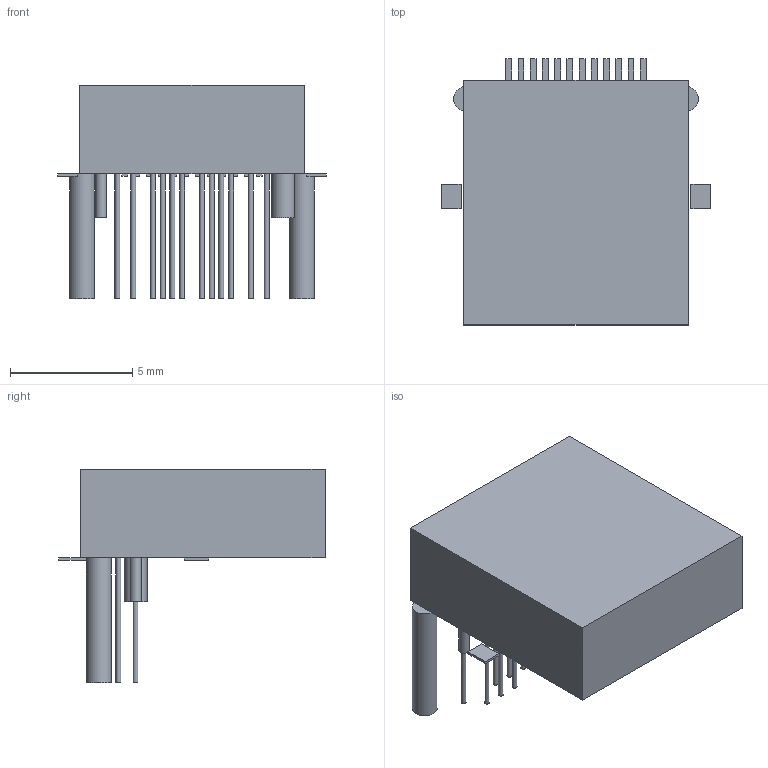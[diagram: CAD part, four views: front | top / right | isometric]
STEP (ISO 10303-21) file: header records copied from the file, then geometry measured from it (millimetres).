
FILE_DESCRIPTION(('FreeCAD Model'),'2;1');
FILE_NAME('4633006.1.12.stp','2021-11-10T12:38:47',( 'Author'),(''),'Open CASCADE STEP processor 6.9','FreeCAD','Unknown' );
FILE_SCHEMA(('AUTOMOTIVE_DESIGN { 1 0 10303 214 1 1 1 1 }'));
Length unit declared in the file: millimetre
Products named in the file (5): ASSEMBLY; Body; Pins; Lugs; Leads
Assembly tree (4 placements, depth 2):
  ASSEMBLY
    Body
    Pins
    Lugs
    Leads
Bounding box: 11 x 10.88 x 8.72 mm (x, y, z)
Volume: 345.3 mm3; surface area: 425.2 mm2
Topology: 31 solids, 31 shells, 138 faces, 228 edges, 152 vertices
Faces by surface type: plane 122, cylinder 16
Full cylindrical faces by diameter (mm): 0.2 x12, 0.45 x1, 0.94 x1, 1.01 x2
Entity records: 6435 total; most frequent: DIRECTION 1002, CARTESIAN_POINT 979, LINE 620, VECTOR 620, ORIENTED_EDGE 456, PCURVE 456, DEFINITIONAL_REPRESENTATION 456, EDGE_CURVE 228
